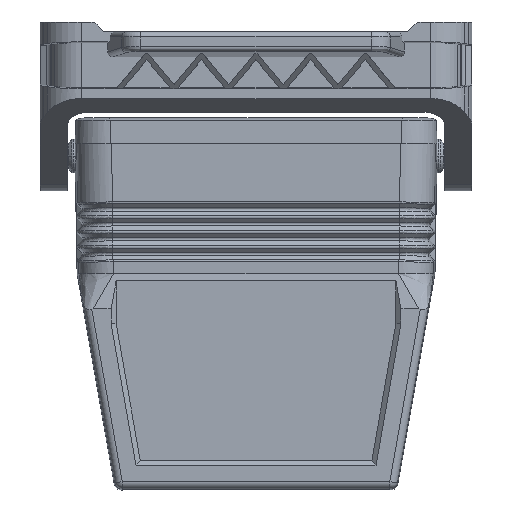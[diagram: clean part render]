
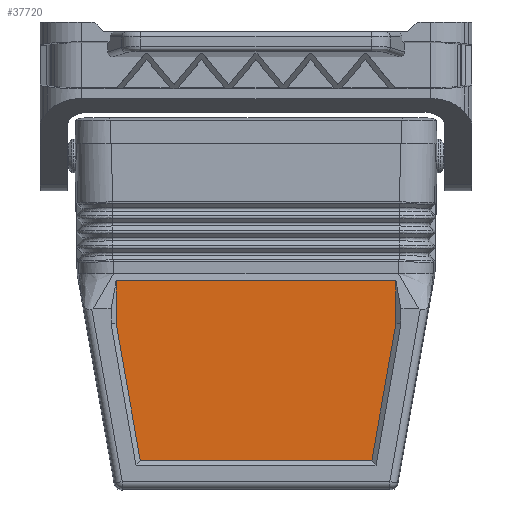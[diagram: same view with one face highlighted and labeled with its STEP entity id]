
A CAD part, front view. The second image highlights one B-rep face of the part: STEP entity #37720.
In plain terms, the highlighted face is planar.
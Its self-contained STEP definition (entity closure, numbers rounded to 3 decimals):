
#26830=CARTESIAN_POINT('',(117.12,-0.759,
27.871));
#26840=VERTEX_POINT('',#26830);
#26870=CARTESIAN_POINT('',(117.12,25.163,
27.871));
#26880=DIRECTION('',(0.,-1.,0.));
#26890=VECTOR('',#26880,1.);
#26900=LINE('',#26870,#26890);
#26910=CARTESIAN_POINT('',(117.12,55.579,
27.871));
#26920=VERTEX_POINT('',#26910);
#26930=EDGE_CURVE('',#26920,#26840,#26900,.T.);
#37260=CARTESIAN_POINT('',(117.12,54.827,
50.993));
#37270=DIRECTION('',(1.,0.,0.));
#37280=DIRECTION('',(0.,1.,0.));
#37290=AXIS2_PLACEMENT_3D('',#37260,#37270,#37280);
#37300=PLANE('',#37290);
#37310=CARTESIAN_POINT('',(117.12,-1.158,
34.229));
#37320=DIRECTION('',(0.,0.174,0.985));
#37330=VECTOR('',#37320,1.);
#37340=LINE('',#37310,#37330);
#37350=CARTESIAN_POINT('',(117.12,-0.759,
36.494));
#37360=VERTEX_POINT('',#37350);
#37370=CARTESIAN_POINT('',(117.12,4.087,
64.));
#37380=VERTEX_POINT('',#37370);
#37390=EDGE_CURVE('',#37360,#37380,#37340,.T.);
#37400=ORIENTED_EDGE('',*,*,#37390,.F.);
#37410=CARTESIAN_POINT('',(117.12,25.163,
64.));
#37420=DIRECTION('',(0.,1.,0.));
#37430=VECTOR('',#37420,1.);
#37440=LINE('',#37410,#37430);
#37450=CARTESIAN_POINT('',(117.12,50.734,
64.));
#37460=VERTEX_POINT('',#37450);
#37470=EDGE_CURVE('',#37380,#37460,#37440,.T.);
#37480=ORIENTED_EDGE('',*,*,#37470,.F.);
#37490=CARTESIAN_POINT('',(117.12,55.979,
34.229));
#37500=DIRECTION('',(0.,-0.174,0.985));
#37510=VECTOR('',#37500,1.);
#37520=LINE('',#37490,#37510);
#37530=CARTESIAN_POINT('',(117.12,55.579,
36.5));
#37540=VERTEX_POINT('',#37530);
#37550=EDGE_CURVE('',#37540,#37460,#37520,.T.);
#37560=ORIENTED_EDGE('',*,*,#37550,.T.);
#37570=CARTESIAN_POINT('',(117.12,55.579,
34.229));
#37580=DIRECTION('',(0.,-0.,-1.));
#37590=VECTOR('',#37580,1.);
#37600=LINE('',#37570,#37590);
#37610=EDGE_CURVE('',#37540,#26920,#37600,.T.);
#37620=ORIENTED_EDGE('',*,*,#37610,.F.);
#37630=ORIENTED_EDGE('',*,*,#26930,.F.);
#37640=CARTESIAN_POINT('',(117.12,-0.759,
34.229));
#37650=DIRECTION('',(0.,0.,-1.));
#37660=VECTOR('',#37650,1.);
#37670=LINE('',#37640,#37660);
#37680=EDGE_CURVE('',#37360,#26840,#37670,.T.);
#37690=ORIENTED_EDGE('',*,*,#37680,.T.);
#37700=EDGE_LOOP('',(#37690,#37630,#37620,#37560,#37480,#37400));
#37710=FACE_OUTER_BOUND('',#37700,.T.);
#37720=ADVANCED_FACE('',(#37710),#37300,.T.);
